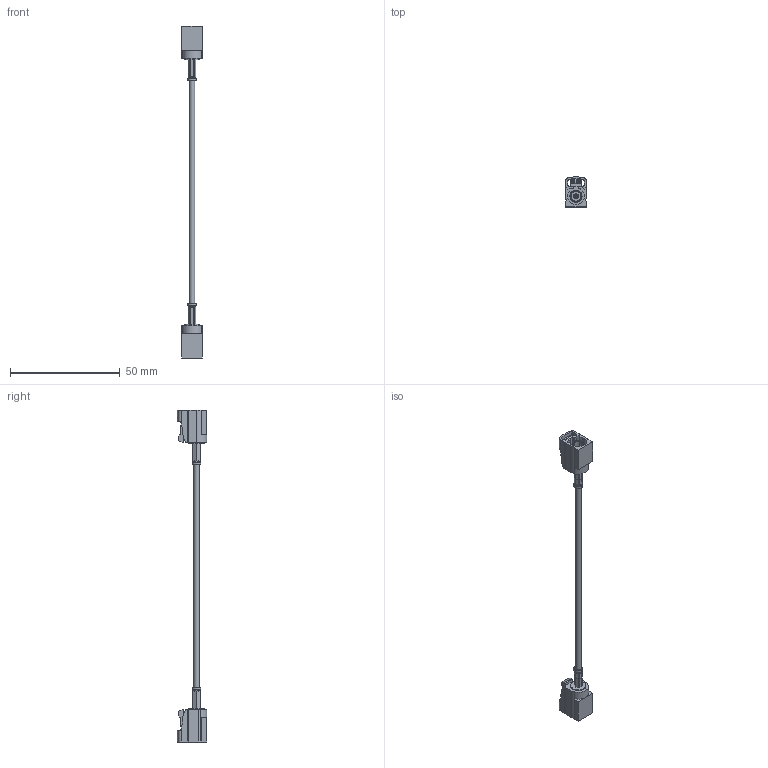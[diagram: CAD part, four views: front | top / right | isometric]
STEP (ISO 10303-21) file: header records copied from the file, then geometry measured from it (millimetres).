
FILE_DESCRIPTION (( 'STEP AP203' ), '1' );
FILE_NAME ('PE38754ALF_3D.step', '2021-10-27T19:34:29', ( '' ), ( '' ), 'SwSTEP 2.0', 'SolidWorks 2021', '' );
FILE_SCHEMA (( 'CONFIG_CONTROL_DESIGN' ));
Length unit declared in the file: inch
Products named in the file (3): RG316U^PE38754ALF_RG316U; PE38754ALF_3D; PE44646A^PE38754ALF_A
Assembly tree (3 placements, depth 2):
  PE38754ALF_3D
    RG316U^PE38754ALF_RG316U
    PE44646A^PE38754ALF_A  x2
Bounding box: 9.4 x 13.53 x 151.21 mm (x, y, z)
Volume: 2963.6 mm3; surface area: 4631.2 mm2
Topology: 7 solids, 7 shells, 391 faces, 1067 edges, 704 vertices
Faces by surface type: plane 240, cylinder 119, cone 24, bspline 8
Full cylindrical faces by diameter (mm): 0.508 x2, 0.55 x2, 0.812 x2, 0.885 x2, 1.016 x2, 1.022 x4, 1.2 x2, 1.7 x2, 2.286 x2, 2.591 x1, 2.7 x2, 3.48 x2, 3.988 x2, 4.497 x2, 5.513 x2, 6.883 x2
Entity records: 8105 total; most frequent: CARTESIAN_POINT 3066, ORIENTED_EDGE 992, DIRECTION 917, EDGE_CURVE 496, VERTEX_POINT 341, AXIS2_PLACEMENT_3D 323, VECTOR 271, LINE 271
